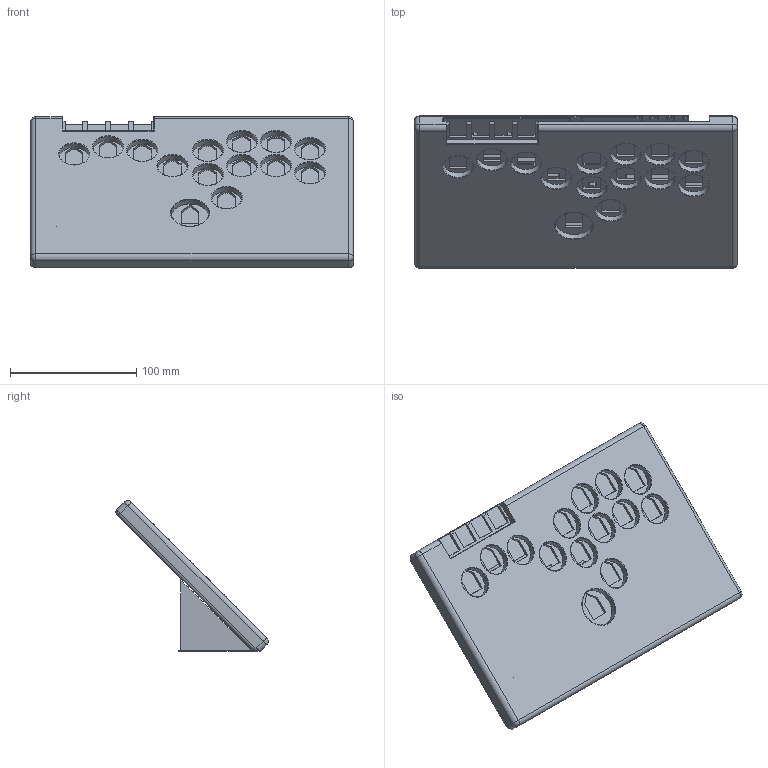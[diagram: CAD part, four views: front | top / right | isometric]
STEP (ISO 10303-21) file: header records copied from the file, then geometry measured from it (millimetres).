
FILE_DESCRIPTION(/* description */ (''),/* implementation_level */ '2;1');
FILE_NAME(/* name */ 'Summit-big-case.step',/* time_stamp */ '2024-09-24T16:04:49-07:00',/* author */ (''),/* organization */ (''),/* preprocessor_version */ 'ST-DEVELOPER v20',/* originating_system */ 'Autodesk Translation Framework v13.14.0.145',/* authorisation */ '');
FILE_SCHEMA (('AUTOMOTIVE_DESIGN { 1 0 10303 214 3 1 1 }'));
Length unit declared in the file: millimetre
Products named in the file (1): 2025-wide
Bounding box: 256 x 120.98 x 119.24 mm (x, y, z)
Volume: 481867.7 mm3; surface area: 153427.4 mm2
Topology: 3 solids, 3 shells, 479 faces, 1312 edges, 840 vertices
Faces by surface type: plane 301, cylinder 123, torus 26, bspline 25, sphere 4
Full cylindrical faces by diameter (mm): 24 x13, 30 x1
Entity records: 16866 total; most frequent: CARTESIAN_POINT 4592, ORIENTED_EDGE 2624, DIRECTION 2461, EDGE_CURVE 1312, LINE 963, VECTOR 963, VERTEX_POINT 840, AXIS2_PLACEMENT_3D 749
